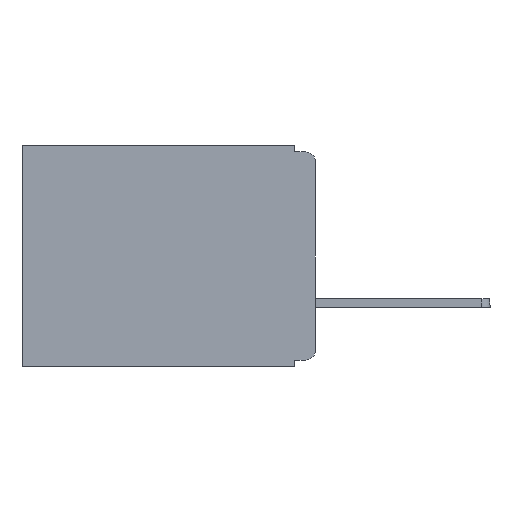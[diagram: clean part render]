
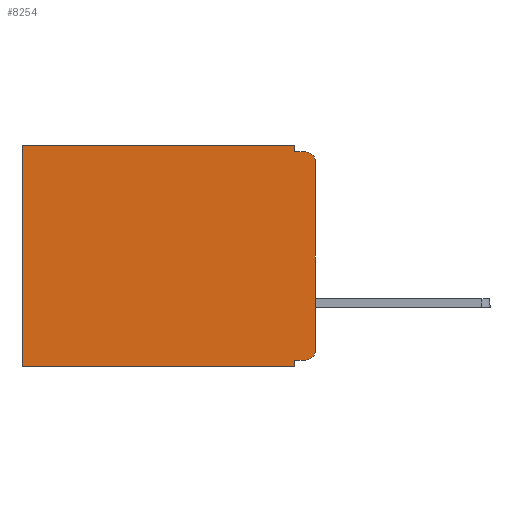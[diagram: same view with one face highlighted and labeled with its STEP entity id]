
A CAD part, left-side view. The second image highlights one B-rep face of the part: STEP entity #8254.
In plain terms, the highlighted planar face has unit normal (-1, 0, 0).
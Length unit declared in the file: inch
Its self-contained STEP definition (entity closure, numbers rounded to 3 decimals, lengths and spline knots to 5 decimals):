
#14 = EDGE_CURVE ( 'NONE', #7540, #17096, #2547, .T. ) ;
#141 = LINE ( 'NONE', #25485, #5183 ) ;
#326 = FACE_OUTER_BOUND ( 'NONE', #23220, .T. ) ;
#371 = DIRECTION ( 'NONE',  ( 0., 0., -1. ) ) ;
#628 = CARTESIAN_POINT ( 'NONE',  ( 0.3, 0.437, -0.33 ) ) ;
#892 = PLANE ( 'NONE',  #16494 ) ;
#948 = VERTEX_POINT ( 'NONE', #17571 ) ;
#1029 = ORIENTED_EDGE ( 'NONE', *, *, #22435, .T. ) ;
#1040 = CARTESIAN_POINT ( 'NONE',  ( 0.3, 0.015, -0.025 ) ) ;
#1687 = LINE ( 'NONE', #10720, #8021 ) ;
#1708 = CARTESIAN_POINT ( 'NONE',  ( 0.3, 0.437, 0. ) ) ;
#1915 = LINE ( 'NONE', #27213, #12524 ) ;
#2188 = VERTEX_POINT ( 'NONE', #20393 ) ;
#2547 = LINE ( 'NONE', #4883, #8903 ) ;
#3176 = DIRECTION ( 'NONE',  ( 0., 0., -1. ) ) ;
#3753 = ORIENTED_EDGE ( 'NONE', *, *, #13847, .T. ) ;
#4883 = CARTESIAN_POINT ( 'NONE',  ( 0.3, 0., -0.01 ) ) ;
#5183 = VECTOR ( 'NONE', #6634, 39.37008 ) ;
#5279 = CARTESIAN_POINT ( 'NONE',  ( 0.3, 0.015, -0.32 ) ) ;
#5310 = LINE ( 'NONE', #13119, #26906 ) ;
#6171 = VERTEX_POINT ( 'NONE', #8829 ) ;
#6395 = DIRECTION ( 'NONE',  ( 0., 1., 0. ) ) ;
#6634 = DIRECTION ( 'NONE',  ( 0., 0., -1. ) ) ;
#7290 = CIRCLE ( 'NONE', #26789, 0.015 ) ;
#7500 = ORIENTED_EDGE ( 'NONE', *, *, #15787, .F. ) ;
#7540 = VERTEX_POINT ( 'NONE', #19328 ) ;
#7689 = VECTOR ( 'NONE', #25037, 39.37008 ) ;
#8021 = VECTOR ( 'NONE', #25286, 39.37008 ) ;
#8254 = ADVANCED_FACE ( 'NONE', ( #326 ), #892, .F. ) ;
#8730 = CARTESIAN_POINT ( 'NONE',  ( 0.3, 0.015, -0.305 ) ) ;
#8829 = CARTESIAN_POINT ( 'NONE',  ( 0.3, 0., -0.025 ) ) ;
#8903 = VECTOR ( 'NONE', #10300, 39.37008 ) ;
#9248 = VECTOR ( 'NONE', #25610, 39.37008 ) ;
#10300 = DIRECTION ( 'NONE',  ( 0., -1., 0. ) ) ;
#10672 = ORIENTED_EDGE ( 'NONE', *, *, #14, .F. ) ;
#10720 = CARTESIAN_POINT ( 'NONE',  ( 0.3, 0., -0.33 ) ) ;
#10875 = DIRECTION ( 'NONE',  ( 0., 0., -1. ) ) ;
#11442 = VERTEX_POINT ( 'NONE', #24635 ) ;
#11612 = DIRECTION ( 'NONE',  ( 0., 0., -1. ) ) ;
#12524 = VECTOR ( 'NONE', #6395, 39.37008 ) ;
#13119 = CARTESIAN_POINT ( 'NONE',  ( 0.3, 0.031, 0. ) ) ;
#13290 = LINE ( 'NONE', #23015, #7689 ) ;
#13307 = EDGE_CURVE ( 'NONE', #2188, #27026, #13290, .T. ) ;
#13847 = EDGE_CURVE ( 'NONE', #27026, #25649, #16251, .T. ) ;
#13913 = CARTESIAN_POINT ( 'NONE',  ( 0.3, 0.031, -0.32 ) ) ;
#14614 = ORIENTED_EDGE ( 'NONE', *, *, #13307, .T. ) ;
#15072 = EDGE_CURVE ( 'NONE', #26293, #20765, #1915, .T. ) ;
#15132 = EDGE_CURVE ( 'NONE', #26293, #11442, #22392, .T. ) ;
#15200 = EDGE_CURVE ( 'NONE', #948, #25649, #21070, .T. ) ;
#15787 = EDGE_CURVE ( 'NONE', #20765, #948, #141, .T. ) ;
#15886 = DIRECTION ( 'NONE',  ( -1., 0., 0. ) ) ;
#16251 = LINE ( 'NONE', #22939, #26590 ) ;
#16494 = AXIS2_PLACEMENT_3D ( 'NONE', #19954, #24145, #11612 ) ;
#17096 = VERTEX_POINT ( 'NONE', #18480 ) ;
#17571 = CARTESIAN_POINT ( 'NONE',  ( 0.3, 0.031, -0.33 ) ) ;
#18480 = CARTESIAN_POINT ( 'NONE',  ( 0.3, 0.015, -0.01 ) ) ;
#19328 = CARTESIAN_POINT ( 'NONE',  ( 0.3, 0.031, -0.01 ) ) ;
#19954 = CARTESIAN_POINT ( 'NONE',  ( 0.3, 0., -0.33 ) ) ;
#20393 = CARTESIAN_POINT ( 'NONE',  ( 0.3, 0.031, 0. ) ) ;
#20750 = ORIENTED_EDGE ( 'NONE', *, *, #24954, .F. ) ;
#20765 = VERTEX_POINT ( 'NONE', #13913 ) ;
#21070 = LINE ( 'NONE', #23592, #9248 ) ;
#22247 = AXIS2_PLACEMENT_3D ( 'NONE', #8730, #23411, #10875 ) ;
#22392 = CIRCLE ( 'NONE', #22247, 0.015 ) ;
#22435 = EDGE_CURVE ( 'NONE', #6171, #17096, #7290, .T. ) ;
#22939 = CARTESIAN_POINT ( 'NONE',  ( 0.3, 0.437, -0.33 ) ) ;
#23015 = CARTESIAN_POINT ( 'NONE',  ( 0.3, 0., 0. ) ) ;
#23083 = ORIENTED_EDGE ( 'NONE', *, *, #24512, .F. ) ;
#23220 = EDGE_LOOP ( 'NONE', ( #23083, #1029, #10672, #20750, #14614, #3753, #23552, #7500, #23982, #26710 ) ) ;
#23411 = DIRECTION ( 'NONE',  ( -1., 0., 0. ) ) ;
#23552 = ORIENTED_EDGE ( 'NONE', *, *, #15200, .F. ) ;
#23592 = CARTESIAN_POINT ( 'NONE',  ( 0.3, 0., -0.33 ) ) ;
#23982 = ORIENTED_EDGE ( 'NONE', *, *, #15072, .F. ) ;
#24145 = DIRECTION ( 'NONE',  ( 1., 0., 0. ) ) ;
#24512 = EDGE_CURVE ( 'NONE', #6171, #11442, #1687, .T. ) ;
#24635 = CARTESIAN_POINT ( 'NONE',  ( 0.3, 0., -0.305 ) ) ;
#24954 = EDGE_CURVE ( 'NONE', #2188, #7540, #5310, .T. ) ;
#24964 = DIRECTION ( 'NONE',  ( 0., 0., -1. ) ) ;
#25037 = DIRECTION ( 'NONE',  ( 0., 1., 0. ) ) ;
#25286 = DIRECTION ( 'NONE',  ( 0., 0., -1. ) ) ;
#25485 = CARTESIAN_POINT ( 'NONE',  ( 0.3, 0.031, -0.33 ) ) ;
#25610 = DIRECTION ( 'NONE',  ( 0., 1., 0. ) ) ;
#25649 = VERTEX_POINT ( 'NONE', #628 ) ;
#26293 = VERTEX_POINT ( 'NONE', #5279 ) ;
#26590 = VECTOR ( 'NONE', #24964, 39.37008 ) ;
#26710 = ORIENTED_EDGE ( 'NONE', *, *, #15132, .T. ) ;
#26789 = AXIS2_PLACEMENT_3D ( 'NONE', #1040, #15886, #3176 ) ;
#26906 = VECTOR ( 'NONE', #371, 39.37008 ) ;
#27026 = VERTEX_POINT ( 'NONE', #1708 ) ;
#27213 = CARTESIAN_POINT ( 'NONE',  ( 0.3, 0., -0.32 ) ) ;
